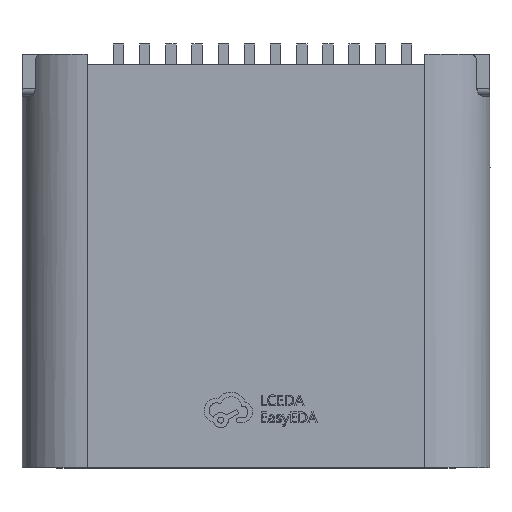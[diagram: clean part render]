
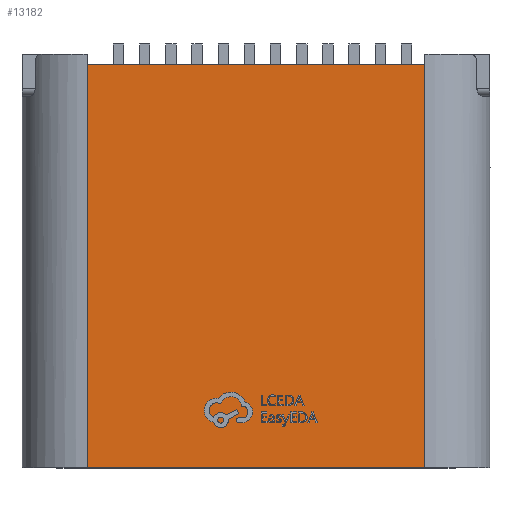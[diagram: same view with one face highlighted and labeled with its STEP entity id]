
A CAD part, top view. The second image highlights one B-rep face of the part: STEP entity #13182.
In plain terms, the highlighted planar face has unit normal (0, 0, 1).
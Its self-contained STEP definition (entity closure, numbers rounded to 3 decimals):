
#766 = DIRECTION ( 'NONE',  ( 0., 0., 1. ) ) ;
#1788 = VERTEX_POINT ( 'NONE', #9058 ) ;
#2782 = VECTOR ( 'NONE', #17881, 1000. ) ;
#3784 = DIRECTION ( 'NONE',  ( 1., 0., 0. ) ) ;
#4940 = AXIS2_PLACEMENT_3D ( 'NONE', #16042, #766, #25001 ) ;
#6279 = LINE ( 'NONE', #6556, #2782 ) ;
#6495 = VERTEX_POINT ( 'NONE', #11210 ) ;
#6556 = CARTESIAN_POINT ( 'NONE',  ( 3.22, 3.95, 1.58 ) ) ;
#6809 = ORIENTED_EDGE ( 'NONE', *, *, #23601, .F. ) ;
#7647 = VECTOR ( 'NONE', #3784, 1000. ) ;
#7978 = LINE ( 'NONE', #12340, #7647 ) ;
#9058 = CARTESIAN_POINT ( 'NONE',  ( 3.22, 3.75, 1.58 ) ) ;
#11210 = CARTESIAN_POINT ( 'NONE',  ( 3.22, -3.95, 1.58 ) ) ;
#11349 = VERTEX_POINT ( 'NONE', #15494 ) ;
#12340 = CARTESIAN_POINT ( 'NONE',  ( -3.22, 3.75, 1.58 ) ) ;
#12485 = VECTOR ( 'NONE', #19446, 1000. ) ;
#12640 = EDGE_CURVE ( 'NONE', #11349, #1788, #7978, .T. ) ;
#13043 = CARTESIAN_POINT ( 'NONE',  ( -3.22, -3.95, 1.58 ) ) ;
#13149 = LINE ( 'NONE', #23950, #12485 ) ;
#13182 = ADVANCED_FACE ( 'NONE', ( #20225 ), #18023, .T. ) ;
#14460 = ORIENTED_EDGE ( 'NONE', *, *, #12640, .F. ) ;
#15494 = CARTESIAN_POINT ( 'NONE',  ( -3.22, 3.75, 1.58 ) ) ;
#15593 = LINE ( 'NONE', #13043, #27450 ) ;
#16042 = CARTESIAN_POINT ( 'NONE',  ( -3.22, 3.95, 1.58 ) ) ;
#16704 = EDGE_LOOP ( 'NONE', ( #14460, #17048, #6809, #20587 ) ) ;
#17048 = ORIENTED_EDGE ( 'NONE', *, *, #21239, .T. ) ;
#17552 = CARTESIAN_POINT ( 'NONE',  ( -3.22, -3.95, 1.58 ) ) ;
#17881 = DIRECTION ( 'NONE',  ( 0., -1., 0. ) ) ;
#18023 = PLANE ( 'NONE',  #4940 ) ;
#19446 = DIRECTION ( 'NONE',  ( 0., -1., 0. ) ) ;
#20225 = FACE_OUTER_BOUND ( 'NONE', #16704, .T. ) ;
#20587 = ORIENTED_EDGE ( 'NONE', *, *, #20883, .F. ) ;
#20883 = EDGE_CURVE ( 'NONE', #1788, #6495, #6279, .T. ) ;
#21239 = EDGE_CURVE ( 'NONE', #11349, #27689, #13149, .T. ) ;
#21800 = DIRECTION ( 'NONE',  ( -1., 0., 0. ) ) ;
#23601 = EDGE_CURVE ( 'NONE', #6495, #27689, #15593, .T. ) ;
#23950 = CARTESIAN_POINT ( 'NONE',  ( -3.22, 3.95, 1.58 ) ) ;
#25001 = DIRECTION ( 'NONE',  ( 0., -1., 0. ) ) ;
#27450 = VECTOR ( 'NONE', #21800, 1000. ) ;
#27689 = VERTEX_POINT ( 'NONE', #17552 ) ;
